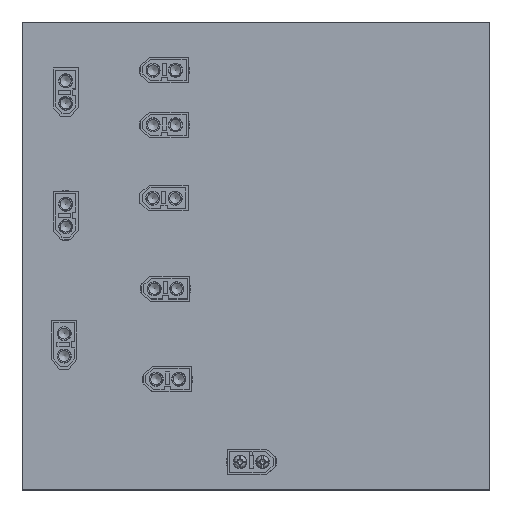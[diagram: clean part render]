
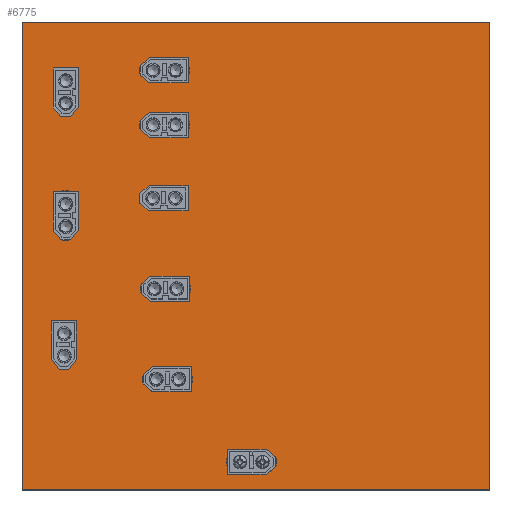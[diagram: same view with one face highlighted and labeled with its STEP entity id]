
A CAD part, top view. The second image highlights one B-rep face of the part: STEP entity #6775.
In plain terms, the highlighted planar face has unit normal (0, 0, 1).
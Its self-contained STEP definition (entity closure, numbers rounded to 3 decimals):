
#6465 = VERTEX_POINT('',#6466);
#6466 = CARTESIAN_POINT('',(220.5,-164.5,1.51));
#6472 = EDGE_CURVE('',#6465,#6473,#6475,.T.);
#6473 = VERTEX_POINT('',#6474);
#6474 = CARTESIAN_POINT('',(70.5,-164.5,1.51));
#6475 = LINE('',#6476,#6477);
#6476 = CARTESIAN_POINT('',(220.5,-164.5,1.51));
#6477 = VECTOR('',#6478,1.);
#6478 = DIRECTION('',(-1.,0.,0.));
#6505 = VERTEX_POINT('',#6506);
#6506 = CARTESIAN_POINT('',(220.5,-14.5,1.51));
#6512 = EDGE_CURVE('',#6505,#6465,#6513,.T.);
#6513 = LINE('',#6514,#6515);
#6514 = CARTESIAN_POINT('',(220.5,-14.5,1.51));
#6515 = VECTOR('',#6516,1.);
#6516 = DIRECTION('',(0.,-1.,0.));
#6534 = EDGE_CURVE('',#6473,#6535,#6537,.T.);
#6535 = VERTEX_POINT('',#6536);
#6536 = CARTESIAN_POINT('',(70.5,-14.5,1.51));
#6537 = LINE('',#6538,#6539);
#6538 = CARTESIAN_POINT('',(70.5,-164.5,1.51));
#6539 = VECTOR('',#6540,1.);
#6540 = DIRECTION('',(0.,1.,0.));
#6775 = ADVANCED_FACE('',(#6776,#6787,#6798,#6809,#6820,#6831,#6842,
    #6853,#6864,#6875,#6886,#6897,#6908,#6919,#6930,#6941,#6952,#6963,
    #6974),#6985,.T.);
#6776 = FACE_BOUND('',#6777,.T.);
#6777 = EDGE_LOOP('',(#6778,#6779,#6780,#6786));
#6778 = ORIENTED_EDGE('',*,*,#6472,.F.);
#6779 = ORIENTED_EDGE('',*,*,#6512,.F.);
#6780 = ORIENTED_EDGE('',*,*,#6781,.F.);
#6781 = EDGE_CURVE('',#6535,#6505,#6782,.T.);
#6782 = LINE('',#6783,#6784);
#6783 = CARTESIAN_POINT('',(70.5,-14.5,1.51));
#6784 = VECTOR('',#6785,1.);
#6785 = DIRECTION('',(1.,0.,0.));
#6786 = ORIENTED_EDGE('',*,*,#6534,.F.);
#6787 = FACE_BOUND('',#6788,.T.);
#6788 = EDGE_LOOP('',(#6789));
#6789 = ORIENTED_EDGE('',*,*,#6790,.T.);
#6790 = EDGE_CURVE('',#6791,#6791,#6793,.T.);
#6791 = VERTEX_POINT('',#6792);
#6792 = CARTESIAN_POINT('',(113.5,-131.25,1.51));
#6793 = CIRCLE('',#6794,2.25);
#6794 = AXIS2_PLACEMENT_3D('',#6795,#6796,#6797);
#6795 = CARTESIAN_POINT('',(113.5,-129.,1.51));
#6796 = DIRECTION('',(-0.,0.,-1.));
#6797 = DIRECTION('',(-0.,-1.,0.));
#6798 = FACE_BOUND('',#6799,.T.);
#6799 = EDGE_LOOP('',(#6800));
#6800 = ORIENTED_EDGE('',*,*,#6801,.T.);
#6801 = EDGE_CURVE('',#6802,#6802,#6804,.T.);
#6802 = VERTEX_POINT('',#6803);
#6803 = CARTESIAN_POINT('',(84.,-123.85,1.51));
#6804 = CIRCLE('',#6805,2.25);
#6805 = AXIS2_PLACEMENT_3D('',#6806,#6807,#6808);
#6806 = CARTESIAN_POINT('',(84.,-121.6,1.51));
#6807 = DIRECTION('',(-0.,0.,-1.));
#6808 = DIRECTION('',(-0.,-1.,0.));
#6809 = FACE_BOUND('',#6810,.T.);
#6810 = EDGE_LOOP('',(#6811));
#6811 = ORIENTED_EDGE('',*,*,#6812,.T.);
#6812 = EDGE_CURVE('',#6813,#6813,#6815,.T.);
#6813 = VERTEX_POINT('',#6814);
#6814 = CARTESIAN_POINT('',(84.,-116.65,1.51));
#6815 = CIRCLE('',#6816,2.25);
#6816 = AXIS2_PLACEMENT_3D('',#6817,#6818,#6819);
#6817 = CARTESIAN_POINT('',(84.,-114.4,1.51));
#6818 = DIRECTION('',(-0.,0.,-1.));
#6819 = DIRECTION('',(-0.,-1.,0.));
#6820 = FACE_BOUND('',#6821,.T.);
#6821 = EDGE_LOOP('',(#6822));
#6822 = ORIENTED_EDGE('',*,*,#6823,.T.);
#6823 = EDGE_CURVE('',#6824,#6824,#6826,.T.);
#6824 = VERTEX_POINT('',#6825);
#6825 = CARTESIAN_POINT('',(112.9,-102.25,1.51));
#6826 = CIRCLE('',#6827,2.25);
#6827 = AXIS2_PLACEMENT_3D('',#6828,#6829,#6830);
#6828 = CARTESIAN_POINT('',(112.9,-100.,1.51));
#6829 = DIRECTION('',(-0.,0.,-1.));
#6830 = DIRECTION('',(-0.,-1.,0.));
#6831 = FACE_BOUND('',#6832,.T.);
#6832 = EDGE_LOOP('',(#6833));
#6833 = ORIENTED_EDGE('',*,*,#6834,.T.);
#6834 = EDGE_CURVE('',#6835,#6835,#6837,.T.);
#6835 = VERTEX_POINT('',#6836);
#6836 = CARTESIAN_POINT('',(120.7,-131.25,1.51));
#6837 = CIRCLE('',#6838,2.25);
#6838 = AXIS2_PLACEMENT_3D('',#6839,#6840,#6841);
#6839 = CARTESIAN_POINT('',(120.7,-129.,1.51));
#6840 = DIRECTION('',(-0.,0.,-1.));
#6841 = DIRECTION('',(-0.,-1.,0.));
#6842 = FACE_BOUND('',#6843,.T.);
#6843 = EDGE_LOOP('',(#6844));
#6844 = ORIENTED_EDGE('',*,*,#6845,.T.);
#6845 = EDGE_CURVE('',#6846,#6846,#6848,.T.);
#6846 = VERTEX_POINT('',#6847);
#6847 = CARTESIAN_POINT('',(140.4,-157.75,1.51));
#6848 = CIRCLE('',#6849,2.25);
#6849 = AXIS2_PLACEMENT_3D('',#6850,#6851,#6852);
#6850 = CARTESIAN_POINT('',(140.4,-155.5,1.51));
#6851 = DIRECTION('',(-0.,0.,-1.));
#6852 = DIRECTION('',(-0.,-1.,0.));
#6853 = FACE_BOUND('',#6854,.T.);
#6854 = EDGE_LOOP('',(#6855));
#6855 = ORIENTED_EDGE('',*,*,#6856,.T.);
#6856 = EDGE_CURVE('',#6857,#6857,#6859,.T.);
#6857 = VERTEX_POINT('',#6858);
#6858 = CARTESIAN_POINT('',(147.6,-157.75,1.51));
#6859 = CIRCLE('',#6860,2.25);
#6860 = AXIS2_PLACEMENT_3D('',#6861,#6862,#6863);
#6861 = CARTESIAN_POINT('',(147.6,-155.5,1.51));
#6862 = DIRECTION('',(-0.,0.,-1.));
#6863 = DIRECTION('',(-0.,-1.,0.));
#6864 = FACE_BOUND('',#6865,.T.);
#6865 = EDGE_LOOP('',(#6866));
#6866 = ORIENTED_EDGE('',*,*,#6867,.T.);
#6867 = EDGE_CURVE('',#6868,#6868,#6870,.T.);
#6868 = VERTEX_POINT('',#6869);
#6869 = CARTESIAN_POINT('',(120.1,-102.25,1.51));
#6870 = CIRCLE('',#6871,2.25);
#6871 = AXIS2_PLACEMENT_3D('',#6872,#6873,#6874);
#6872 = CARTESIAN_POINT('',(120.1,-100.,1.51));
#6873 = DIRECTION('',(-0.,0.,-1.));
#6874 = DIRECTION('',(-0.,-1.,0.));
#6875 = FACE_BOUND('',#6876,.T.);
#6876 = EDGE_LOOP('',(#6877));
#6877 = ORIENTED_EDGE('',*,*,#6878,.T.);
#6878 = EDGE_CURVE('',#6879,#6879,#6881,.T.);
#6879 = VERTEX_POINT('',#6880);
#6880 = CARTESIAN_POINT('',(84.5,-82.35,1.51));
#6881 = CIRCLE('',#6882,2.25);
#6882 = AXIS2_PLACEMENT_3D('',#6883,#6884,#6885);
#6883 = CARTESIAN_POINT('',(84.5,-80.1,1.51));
#6884 = DIRECTION('',(-0.,0.,-1.));
#6885 = DIRECTION('',(-0.,-1.,0.));
#6886 = FACE_BOUND('',#6887,.T.);
#6887 = EDGE_LOOP('',(#6888));
#6888 = ORIENTED_EDGE('',*,*,#6889,.T.);
#6889 = EDGE_CURVE('',#6890,#6890,#6892,.T.);
#6890 = VERTEX_POINT('',#6891);
#6891 = CARTESIAN_POINT('',(84.5,-75.15,1.51));
#6892 = CIRCLE('',#6893,2.25);
#6893 = AXIS2_PLACEMENT_3D('',#6894,#6895,#6896);
#6894 = CARTESIAN_POINT('',(84.5,-72.9,1.51));
#6895 = DIRECTION('',(-0.,0.,-1.));
#6896 = DIRECTION('',(-0.,-1.,0.));
#6897 = FACE_BOUND('',#6898,.T.);
#6898 = EDGE_LOOP('',(#6899));
#6899 = ORIENTED_EDGE('',*,*,#6900,.T.);
#6900 = EDGE_CURVE('',#6901,#6901,#6903,.T.);
#6901 = VERTEX_POINT('',#6902);
#6902 = CARTESIAN_POINT('',(112.4,-73.25,1.51));
#6903 = CIRCLE('',#6904,2.25);
#6904 = AXIS2_PLACEMENT_3D('',#6905,#6906,#6907);
#6905 = CARTESIAN_POINT('',(112.4,-71.,1.51));
#6906 = DIRECTION('',(-0.,0.,-1.));
#6907 = DIRECTION('',(-0.,-1.,0.));
#6908 = FACE_BOUND('',#6909,.T.);
#6909 = EDGE_LOOP('',(#6910));
#6910 = ORIENTED_EDGE('',*,*,#6911,.T.);
#6911 = EDGE_CURVE('',#6912,#6912,#6914,.T.);
#6912 = VERTEX_POINT('',#6913);
#6913 = CARTESIAN_POINT('',(84.5,-42.85,1.51));
#6914 = CIRCLE('',#6915,2.25);
#6915 = AXIS2_PLACEMENT_3D('',#6916,#6917,#6918);
#6916 = CARTESIAN_POINT('',(84.5,-40.6,1.51));
#6917 = DIRECTION('',(-0.,0.,-1.));
#6918 = DIRECTION('',(-0.,-1.,0.));
#6919 = FACE_BOUND('',#6920,.T.);
#6920 = EDGE_LOOP('',(#6921));
#6921 = ORIENTED_EDGE('',*,*,#6922,.T.);
#6922 = EDGE_CURVE('',#6923,#6923,#6925,.T.);
#6923 = VERTEX_POINT('',#6924);
#6924 = CARTESIAN_POINT('',(84.5,-35.65,1.51));
#6925 = CIRCLE('',#6926,2.25);
#6926 = AXIS2_PLACEMENT_3D('',#6927,#6928,#6929);
#6927 = CARTESIAN_POINT('',(84.5,-33.4,1.51));
#6928 = DIRECTION('',(-0.,0.,-1.));
#6929 = DIRECTION('',(-0.,-1.,0.));
#6930 = FACE_BOUND('',#6931,.T.);
#6931 = EDGE_LOOP('',(#6932));
#6932 = ORIENTED_EDGE('',*,*,#6933,.T.);
#6933 = EDGE_CURVE('',#6934,#6934,#6936,.T.);
#6934 = VERTEX_POINT('',#6935);
#6935 = CARTESIAN_POINT('',(112.5,-49.75,1.51));
#6936 = CIRCLE('',#6937,2.25);
#6937 = AXIS2_PLACEMENT_3D('',#6938,#6939,#6940);
#6938 = CARTESIAN_POINT('',(112.5,-47.5,1.51));
#6939 = DIRECTION('',(-0.,0.,-1.));
#6940 = DIRECTION('',(-0.,-1.,0.));
#6941 = FACE_BOUND('',#6942,.T.);
#6942 = EDGE_LOOP('',(#6943));
#6943 = ORIENTED_EDGE('',*,*,#6944,.T.);
#6944 = EDGE_CURVE('',#6945,#6945,#6947,.T.);
#6945 = VERTEX_POINT('',#6946);
#6946 = CARTESIAN_POINT('',(112.5,-32.25,1.51));
#6947 = CIRCLE('',#6948,2.25);
#6948 = AXIS2_PLACEMENT_3D('',#6949,#6950,#6951);
#6949 = CARTESIAN_POINT('',(112.5,-30.,1.51));
#6950 = DIRECTION('',(-0.,0.,-1.));
#6951 = DIRECTION('',(-0.,-1.,0.));
#6952 = FACE_BOUND('',#6953,.T.);
#6953 = EDGE_LOOP('',(#6954));
#6954 = ORIENTED_EDGE('',*,*,#6955,.T.);
#6955 = EDGE_CURVE('',#6956,#6956,#6958,.T.);
#6956 = VERTEX_POINT('',#6957);
#6957 = CARTESIAN_POINT('',(119.6,-73.25,1.51));
#6958 = CIRCLE('',#6959,2.25);
#6959 = AXIS2_PLACEMENT_3D('',#6960,#6961,#6962);
#6960 = CARTESIAN_POINT('',(119.6,-71.,1.51));
#6961 = DIRECTION('',(-0.,0.,-1.));
#6962 = DIRECTION('',(-0.,-1.,0.));
#6963 = FACE_BOUND('',#6964,.T.);
#6964 = EDGE_LOOP('',(#6965));
#6965 = ORIENTED_EDGE('',*,*,#6966,.T.);
#6966 = EDGE_CURVE('',#6967,#6967,#6969,.T.);
#6967 = VERTEX_POINT('',#6968);
#6968 = CARTESIAN_POINT('',(119.7,-49.75,1.51));
#6969 = CIRCLE('',#6970,2.25);
#6970 = AXIS2_PLACEMENT_3D('',#6971,#6972,#6973);
#6971 = CARTESIAN_POINT('',(119.7,-47.5,1.51));
#6972 = DIRECTION('',(-0.,0.,-1.));
#6973 = DIRECTION('',(-0.,-1.,0.));
#6974 = FACE_BOUND('',#6975,.T.);
#6975 = EDGE_LOOP('',(#6976));
#6976 = ORIENTED_EDGE('',*,*,#6977,.T.);
#6977 = EDGE_CURVE('',#6978,#6978,#6980,.T.);
#6978 = VERTEX_POINT('',#6979);
#6979 = CARTESIAN_POINT('',(119.7,-32.25,1.51));
#6980 = CIRCLE('',#6981,2.25);
#6981 = AXIS2_PLACEMENT_3D('',#6982,#6983,#6984);
#6982 = CARTESIAN_POINT('',(119.7,-30.,1.51));
#6983 = DIRECTION('',(-0.,0.,-1.));
#6984 = DIRECTION('',(-0.,-1.,0.));
#6985 = PLANE('',#6986);
#6986 = AXIS2_PLACEMENT_3D('',#6987,#6988,#6989);
#6987 = CARTESIAN_POINT('',(0.,0.,1.51));
#6988 = DIRECTION('',(0.,0.,1.));
#6989 = DIRECTION('',(1.,0.,-0.));
